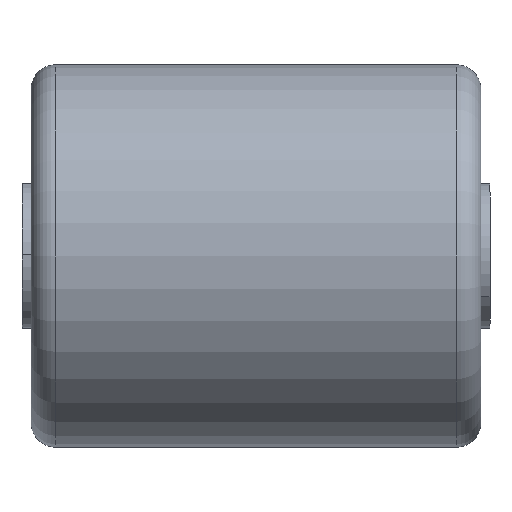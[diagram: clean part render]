
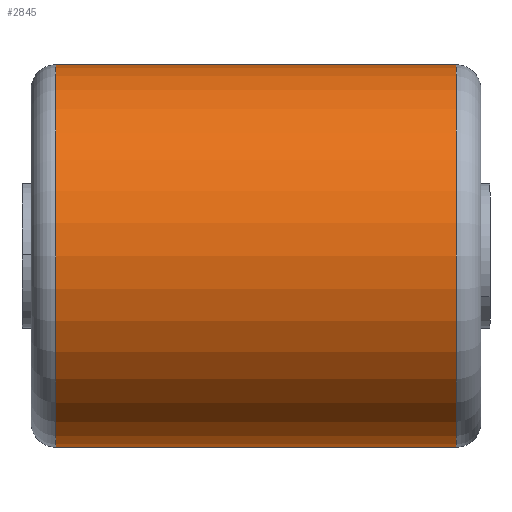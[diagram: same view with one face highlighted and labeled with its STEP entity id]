
A CAD part, front view. The second image highlights one B-rep face of the part: STEP entity #2845.
In plain terms, the highlighted cylindrical face has radius 42.5 mm (diameter 85 mm), a partial arc.
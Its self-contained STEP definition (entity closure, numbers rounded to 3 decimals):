
#53 = DIRECTION ( 'NONE',  ( 0., 0., -1. ) ) ;
#78 = CARTESIAN_POINT ( 'NONE',  ( 44.5, 0., 249.487 ) ) ;
#517 = CARTESIAN_POINT ( 'NONE',  ( -57.637, 0., 291.987 ) ) ;
#564 = ORIENTED_EDGE ( 'NONE', *, *, #4534, .F. ) ;
#733 = LINE ( 'NONE', #2561, #2319 ) ;
#854 = FACE_OUTER_BOUND ( 'NONE', #2241, .T. ) ;
#994 = CARTESIAN_POINT ( 'NONE',  ( -44.5, 0., 291.987 ) ) ;
#1207 = CARTESIAN_POINT ( 'NONE',  ( 44.5, 0., 291.987 ) ) ;
#1259 = DIRECTION ( 'NONE',  ( 0., 0., 1. ) ) ;
#1291 = DIRECTION ( 'NONE',  ( -1., 0., 0. ) ) ;
#1372 = DIRECTION ( 'NONE',  ( 1., 0., 0. ) ) ;
#1726 = VERTEX_POINT ( 'NONE', #5444 ) ;
#1791 = VECTOR ( 'NONE', #3380, 1000. ) ;
#1849 = AXIS2_PLACEMENT_3D ( 'NONE', #1207, #4187, #1259 ) ;
#2241 = EDGE_LOOP ( 'NONE', ( #564, #3098, #4986, #3307 ) ) ;
#2319 = VECTOR ( 'NONE', #1291, 1000. ) ;
#2561 = CARTESIAN_POINT ( 'NONE',  ( -57.637, 0., 249.487 ) ) ;
#2655 = DIRECTION ( 'NONE',  ( -1., 0., 0. ) ) ;
#2845 = ADVANCED_FACE ( 'NONE', ( #854 ), #4247, .T. ) ;
#2942 = CARTESIAN_POINT ( 'NONE',  ( -57.637, 0., 334.487 ) ) ;
#3090 = DIRECTION ( 'NONE',  ( 0., 0., 1. ) ) ;
#3098 = ORIENTED_EDGE ( 'NONE', *, *, #4912, .T. ) ;
#3199 = VERTEX_POINT ( 'NONE', #78 ) ;
#3204 = CARTESIAN_POINT ( 'NONE',  ( 44.5, 0., 334.487 ) ) ;
#3307 = ORIENTED_EDGE ( 'NONE', *, *, #5357, .T. ) ;
#3339 = VERTEX_POINT ( 'NONE', #3204 ) ;
#3380 = DIRECTION ( 'NONE',  ( -1., 0., 0. ) ) ;
#3800 = CIRCLE ( 'NONE', #1849, 42.5 ) ;
#3979 = LINE ( 'NONE', #2942, #1791 ) ;
#4062 = CARTESIAN_POINT ( 'NONE',  ( -44.5, 0., 249.487 ) ) ;
#4145 = EDGE_CURVE ( 'NONE', #3339, #1726, #3979, .T. ) ;
#4187 = DIRECTION ( 'NONE',  ( -1., 0., 0. ) ) ;
#4247 = CYLINDRICAL_SURFACE ( 'NONE', #5521, 42.5 ) ;
#4534 = EDGE_CURVE ( 'NONE', #3199, #5501, #733, .T. ) ;
#4912 = EDGE_CURVE ( 'NONE', #3199, #3339, #3800, .T. ) ;
#4986 = ORIENTED_EDGE ( 'NONE', *, *, #4145, .T. ) ;
#5253 = AXIS2_PLACEMENT_3D ( 'NONE', #994, #1372, #53 ) ;
#5357 = EDGE_CURVE ( 'NONE', #1726, #5501, #5465, .T. ) ;
#5444 = CARTESIAN_POINT ( 'NONE',  ( -44.5, 0., 334.487 ) ) ;
#5465 = CIRCLE ( 'NONE', #5253, 42.5 ) ;
#5501 = VERTEX_POINT ( 'NONE', #4062 ) ;
#5521 = AXIS2_PLACEMENT_3D ( 'NONE', #517, #2655, #3090 ) ;
